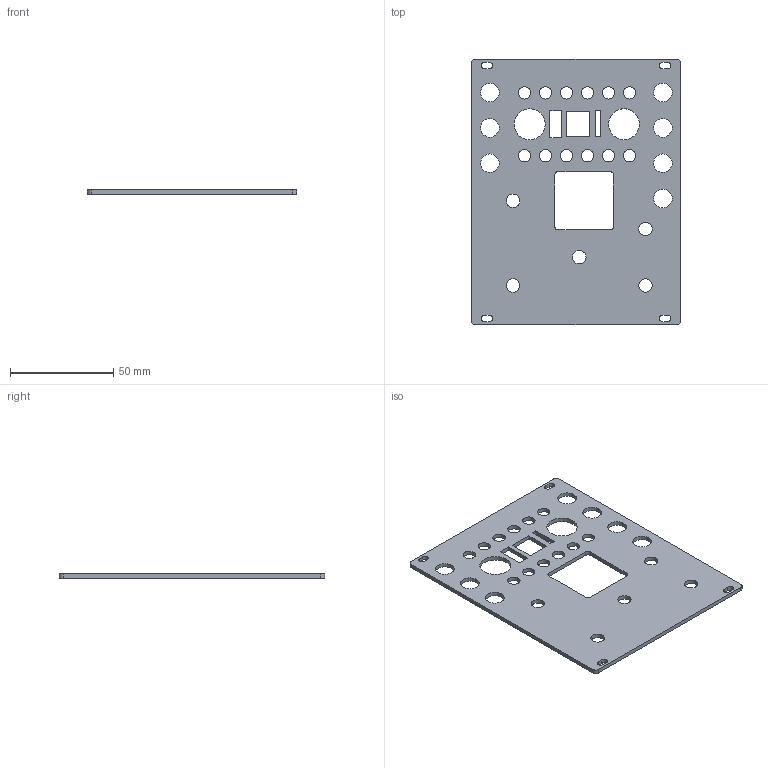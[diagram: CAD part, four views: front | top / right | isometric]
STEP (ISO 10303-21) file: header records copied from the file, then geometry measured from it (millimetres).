
FILE_DESCRIPTION(/* description */ (''),/* implementation_level */ '2;1');
FILE_NAME(/* name */ 'kryon-panel-20hp-no-chamfer v5.step',/* time_stamp */ '2019-07-04T21:43:05+01:00',/* author */ (''),/* organization */ (''),/* preprocessor_version */ 'ST-DEVELOPER v18',/* originating_system */ 'Autodesk Translation Framework v8.2.0.1029',/* authorisation */ '');
FILE_SCHEMA (('AUTOMOTIVE_DESIGN { 1 0 10303 214 3 1 1 }'));
Length unit declared in the file: millimetre
Products named in the file (1): kryon-panel-20hp-no-chamfer
Bounding box: 101.3 x 128.5 x 2 mm (x, y, z)
Volume: 21208.1 mm3; surface area: 23931.2 mm2
Topology: 1 solids, 1 shells, 72 faces, 210 edges, 140 vertices
Faces by surface type: cylinder 42, plane 30
Full cylindrical faces by diameter (mm): 6 x12, 6.5 x5, 9 x7, 15 x2
Entity records: 2594 total; most frequent: DIRECTION 440, CARTESIAN_POINT 423, ORIENTED_EDGE 420, EDGE_CURVE 210, AXIS2_PLACEMENT_3D 157, EDGE_LOOP 140, VERTEX_POINT 140, LINE 126
